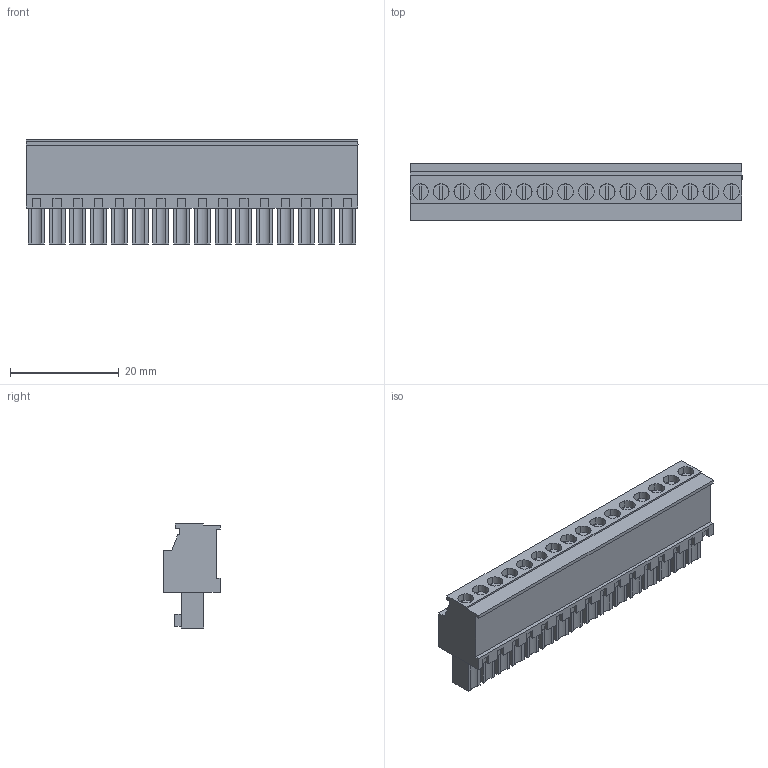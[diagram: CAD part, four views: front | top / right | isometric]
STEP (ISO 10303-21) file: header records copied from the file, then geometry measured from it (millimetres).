
FILE_DESCRIPTION(('CATIA V5 STEP Exchange','CAx-IF Rec.Pracs.--- Model Styling and Organization---1.2---2011-12-15'),'2;1');
FILE_NAME ('D1459651_0_1939970000_1939970000.stp','2017-04-12T07:06:41+00:00',('none'),('Weidmueller'),'CATIA Version 5-6 Release 2014','CATIA V5 STEP AP214','none');
FILE_SCHEMA(('AUTOMOTIVE_DESIGN { 1 0 10303 214 1 1 1 1 }'));
Length unit declared in the file: millimetre
Products named in the file (1): 1939970000
Bounding box: 60.96 x 10.4 x 19.1 mm (x, y, z)
Volume: 7483.3 mm3; surface area: 6052.2 mm2
Topology: 17 solids, 17 shells, 702 faces, 1824 edges, 1236 vertices
Faces by surface type: plane 590, cylinder 112
Entity records: 19767 total; most frequent: CARTESIAN_POINT 3650, ORIENTED_EDGE 3648, DIRECTION 2618, EDGE_CURVE 1824, VECTOR 1536, LINE 1536, VERTEX_POINT 1236, EDGE_LOOP 782
